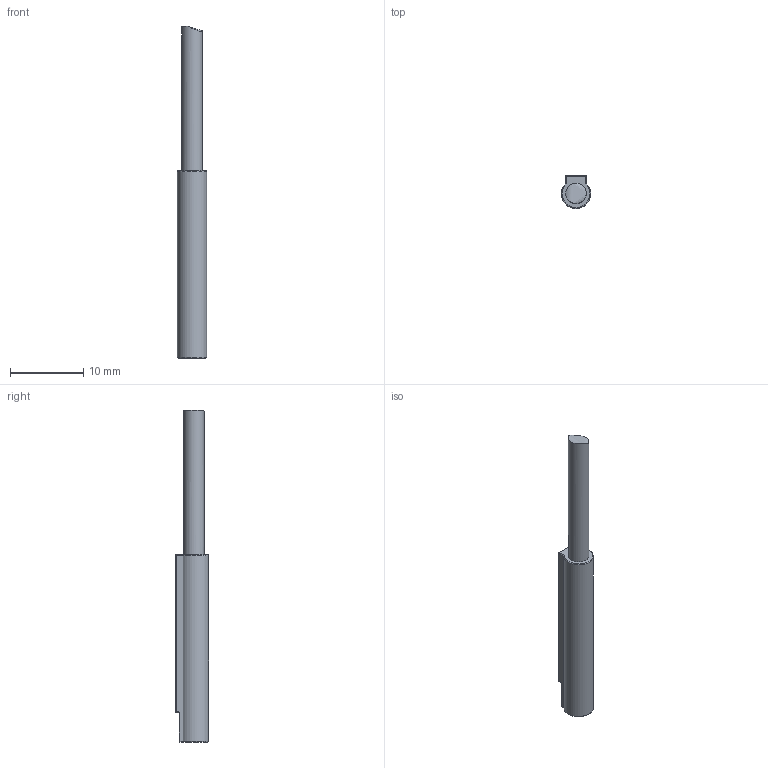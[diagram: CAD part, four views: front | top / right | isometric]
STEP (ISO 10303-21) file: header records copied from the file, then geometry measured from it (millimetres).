
FILE_DESCRIPTION(/* description */ (''),/* implementation_level */ '2;1');
FILE_NAME(/* name */ 'CAD_109125.stp',/* time_stamp */ '2021-01-19T10:37:06+01:00',/* author */ ('Hypex'),/* organization */ ('Hypex'),/* preprocessor_version */ 'ST-DEVELOPER v18',/* originating_system */ 'Autodesk Inventor 2020',/* authorisation */ '');
FILE_SCHEMA (('AUTOMOTIVE_DESIGN { 1 0 10303 214 3 1 1 }'));
Length unit declared in the file: millimetre
Products named in the file (1): CAD_109125
Bounding box: 4 x 4.5 x 45.25 mm (x, y, z)
Volume: 481.9 mm3; surface area: 566.7 mm2
Topology: 1 solids, 1 shells, 53 faces, 115 edges, 69 vertices
Faces by surface type: cylinder 23, plane 17, sphere 6, torus 4, cone 2, bspline 1
Full cylindrical faces by diameter (mm): 2.55 x1, 2.8 x1
Entity records: 1653 total; most frequent: CARTESIAN_POINT 362, DIRECTION 262, ORIENTED_EDGE 230, EDGE_CURVE 115, AXIS2_PLACEMENT_3D 103, VERTEX_POINT 69, EDGE_LOOP 58, LINE 56
